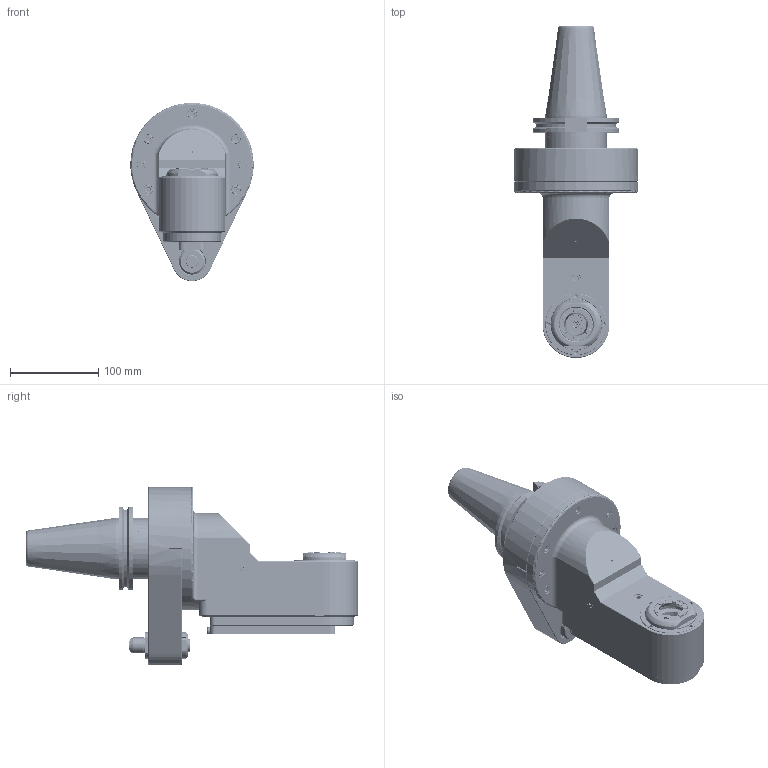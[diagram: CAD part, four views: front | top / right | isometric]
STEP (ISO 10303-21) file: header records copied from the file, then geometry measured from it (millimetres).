
FILE_DESCRIPTION(/* description */ (''),/* implementation_level */ '2;1');
FILE_NAME(/* name */ '9.GR9.200C0-19C50.stp',/* time_stamp */ '2025-11-06T10:23:32-05:00',/* author */ ('jkrenzer'),/* organization */ (''),/* preprocessor_version */ 'ST-DEVELOPER v20',/* originating_system */ 'Autodesk Inventor 2025',/* authorisation */ '');
FILE_SCHEMA (('AUTOMOTIVE_DESIGN { 1 0 10303 214 3 1 1 }'));
Products named in the file (3): 9.GR9.200C0-19C50; 9_GR9_20C; 9_GA3_451_1   (Classic, Type 3, Cat50, 110mm)
Assembly tree (2 placements, depth 2):
  9.GR9.200C0-19C50
    9_GR9_20C
    9_GA3_451_1   (Classic, Type 3, Cat50, 110mm)
Bounding box: 140 x 376.8 x 202.42 mm (x, y, z)
Volume: 1934021 mm3; surface area: 445818.7 mm2
Topology: 31 solids, 72 shells, 2657 faces, 6520 edges, 4175 vertices
Faces by surface type: plane 1048, cone 666, cylinder 638, bspline 203, torus 100, sphere 2
Full cylindrical faces by diameter (mm): 1.5 x6, 2 x12, 2.4 x6, 2.5 x15, 3 x12, 3.3 x7, 3.8 x2, 4 x7, 4.2 x26, 4.45 x2, 4.5 x2, 5 x18, 5.18 x4, 5.5 x7, 5.8 x4, 6 x22, 6.5 x12, 6.7 x2, 7 x4, 7.4 x1, 7.5 x4, 7.8 x2, 7.92 x4, 7.95 x4, 8 x6, 8.05 x2, 8.2 x4, 8.5 x8, 9 x5, 9.2 x1
Entity records: 125005 total; most frequent: CARTESIAN_POINT 61854, DIRECTION 13364, ORIENTED_EDGE 12870, EDGE_CURVE 6488, AXIS2_PLACEMENT_3D 5181, VERTEX_POINT 4175, EDGE_LOOP 3066, LINE 3002
